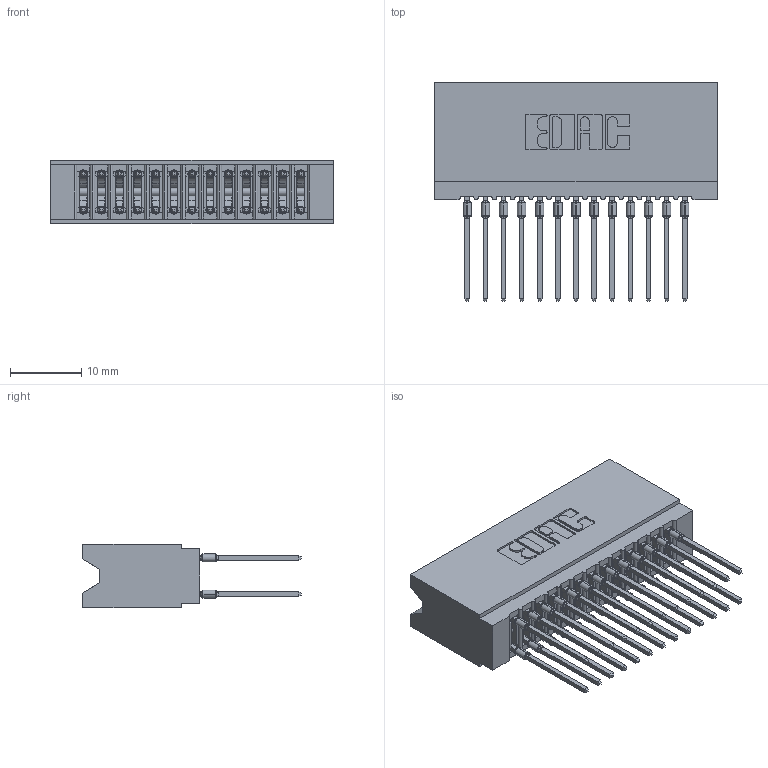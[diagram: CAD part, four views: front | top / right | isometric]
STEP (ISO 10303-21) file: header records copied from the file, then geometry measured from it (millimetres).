
FILE_DESCRIPTION (( 'STEP AP203' ), '1' );
FILE_NAME ('745-026-540-206.STEP', '2026-02-26T16:40:46', ( '' ), ( '' ), 'SwSTEP 2.0', 'SolidWorks 2023', '' );
FILE_SCHEMA (( 'CONFIG_CONTROL_DESIGN' ));
Length unit declared in the file: millimetre
Products named in the file (3): 745 Part_Insulator Option - 06; 745-026-540-206; 745-292-001_540
Assembly tree (27 placements, depth 2):
  745-026-540-206
    745 Part_Insulator Option - 06
    745-292-001_540  x26
Bounding box: 39.62 x 30.62 x 8.89 mm (x, y, z)
Volume: 3798 mm3; surface area: 7377.1 mm2
Topology: 27 solids, 27 shells, 2423 faces, 6513 edges, 4098 vertices
Faces by surface type: plane 1252, bspline 520, cylinder 495, torus 156
Entity records: 25865 total; most frequent: CARTESIAN_POINT 4998, ORIENTED_EDGE 4376, DIRECTION 3848, EDGE_CURVE 2188, LINE 1928, VECTOR 1928, VERTEX_POINT 1398, AXIS2_PLACEMENT_3D 960
